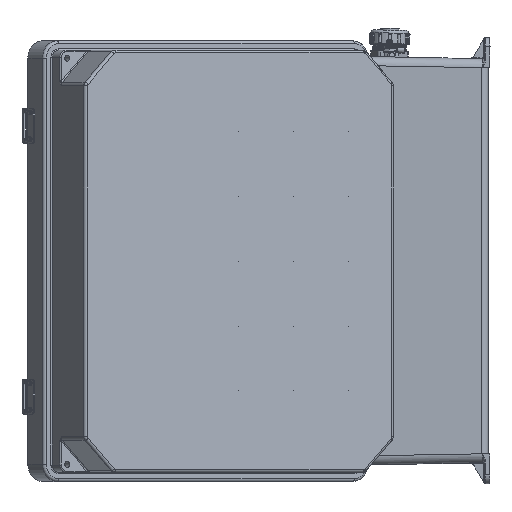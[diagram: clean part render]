
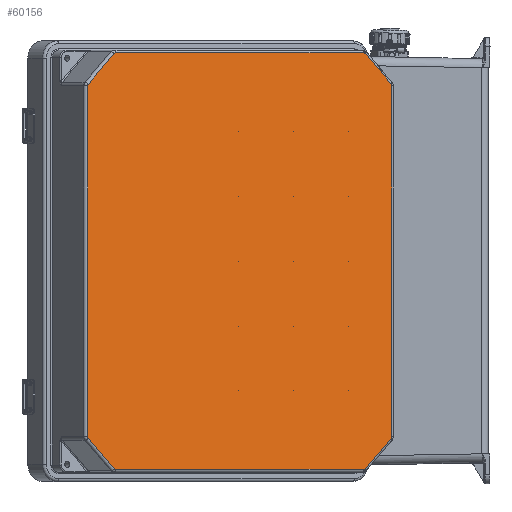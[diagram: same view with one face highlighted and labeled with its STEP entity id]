
A CAD part, left-side view. The second image highlights one B-rep face of the part: STEP entity #60156.
In plain terms, the highlighted face is planar.
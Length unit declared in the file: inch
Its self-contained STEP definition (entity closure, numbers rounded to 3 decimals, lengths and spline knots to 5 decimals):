
#240 = EDGE_CURVE ( 'NONE', #7207, #43076, #52652, .T. ) ;
#426 = CIRCLE ( 'NONE', #36130, 0.07874 ) ;
#603 = ORIENTED_EDGE ( 'NONE', *, *, #58746, .T. ) ;
#1425 = DIRECTION ( 'NONE',  ( 0., 1., 0. ) ) ;
#1788 = CIRCLE ( 'NONE', #43699, 0.07874 ) ;
#1985 = DIRECTION ( 'NONE',  ( 0., 0., -1. ) ) ;
#2101 = CIRCLE ( 'NONE', #36714, 0.07874 ) ;
#2895 = EDGE_CURVE ( 'NONE', #6539, #13793, #6434, .T. ) ;
#3454 = VERTEX_POINT ( 'NONE', #59696 ) ;
#3475 = DIRECTION ( 'NONE',  ( 1., 0., 0. ) ) ;
#3819 = DIRECTION ( 'NONE',  ( 1., 0., 0. ) ) ;
#4774 = EDGE_CURVE ( 'NONE', #51676, #37354, #20958, .T. ) ;
#5027 = DIRECTION ( 'NONE',  ( 0., 1., 0. ) ) ;
#5421 = EDGE_CURVE ( 'NONE', #8895, #58902, #23848, .T. ) ;
#5436 = DIRECTION ( 'NONE',  ( -0.707, 0., -0.707 ) ) ;
#5637 = DIRECTION ( 'NONE',  ( 0.707, 0., -0.707 ) ) ;
#6434 = LINE ( 'NONE', #38441, #30059 ) ;
#6524 = VECTOR ( 'NONE', #58925, 39.37008 ) ;
#6539 = VERTEX_POINT ( 'NONE', #60538 ) ;
#7207 = VERTEX_POINT ( 'NONE', #12796 ) ;
#7498 = VECTOR ( 'NONE', #22504, 39.37008 ) ;
#7969 = FACE_OUTER_BOUND ( 'NONE', #23168, .T. ) ;
#8057 = EDGE_CURVE ( 'NONE', #13137, #7207, #2101, .T. ) ;
#8895 = VERTEX_POINT ( 'NONE', #47283 ) ;
#9272 = EDGE_CURVE ( 'NONE', #13793, #31396, #426, .T. ) ;
#9436 = CARTESIAN_POINT ( 'NONE',  ( 6.15748, 3.24803, -13.75511 ) ) ;
#9818 = ORIENTED_EDGE ( 'NONE', *, *, #240, .F. ) ;
#9874 = ORIENTED_EDGE ( 'NONE', *, *, #9272, .F. ) ;
#10430 = ORIENTED_EDGE ( 'NONE', *, *, #22698, .F. ) ;
#10820 = CARTESIAN_POINT ( 'NONE',  ( -5.09763, 3.24803, -14.8937 ) ) ;
#11909 = CARTESIAN_POINT ( 'NONE',  ( -6.21316, 3.24803, -1.50418 ) ) ;
#12796 = CARTESIAN_POINT ( 'NONE',  ( 5.1533, 3.24803, -14.87064 ) ) ;
#13137 = VERTEX_POINT ( 'NONE', #58142 ) ;
#13793 = VERTEX_POINT ( 'NONE', #11909 ) ;
#14055 = CIRCLE ( 'NONE', #24748, 0.07874 ) ;
#14178 = DIRECTION ( 'NONE',  ( 0., 0., -1. ) ) ;
#14630 = ORIENTED_EDGE ( 'NONE', *, *, #45020, .F. ) ;
#15476 = DIRECTION ( 'NONE',  ( 0., 0., -1. ) ) ;
#15744 = EDGE_CURVE ( 'NONE', #3454, #37146, #1788, .T. ) ;
#15751 = VECTOR ( 'NONE', #5637, 39.37008 ) ;
#16916 = ORIENTED_EDGE ( 'NONE', *, *, #5421, .T. ) ;
#17042 = VERTEX_POINT ( 'NONE', #42997 ) ;
#17483 = PLANE ( 'NONE',  #39410 ) ;
#19088 = VECTOR ( 'NONE', #3819, 39.37008 ) ;
#19165 = DIRECTION ( 'NONE',  ( 0., -1., 0. ) ) ;
#19888 = VERTEX_POINT ( 'NONE', #31697 ) ;
#20115 = LINE ( 'NONE', #31962, #7498 ) ;
#20958 = CIRCLE ( 'NONE', #59985, 0.07874 ) ;
#21875 = ORIENTED_EDGE ( 'NONE', *, *, #8057, .F. ) ;
#22005 = ORIENTED_EDGE ( 'NONE', *, *, #36176, .T. ) ;
#22228 = DIRECTION ( 'NONE',  ( 0., 1., 0. ) ) ;
#22238 = DIRECTION ( 'NONE',  ( 0., 1., 0. ) ) ;
#22504 = DIRECTION ( 'NONE',  ( 0., 0., -1. ) ) ;
#22698 = EDGE_CURVE ( 'NONE', #43076, #19888, #30596, .T. ) ;
#22986 = CARTESIAN_POINT ( 'NONE',  ( -6.15748, 3.24803, -1.55985 ) ) ;
#23168 = EDGE_LOOP ( 'NONE', ( #16916, #25716, #10430, #9818, #21875, #33980, #28957, #54687, #46930, #50706, #9874, #54463, #14630, #603, #22005, #54113 ) ) ;
#23261 = EDGE_CURVE ( 'NONE', #38545, #8895, #53528, .T. ) ;
#23848 = CIRCLE ( 'NONE', #48987, 0.07874 ) ;
#24748 = AXIS2_PLACEMENT_3D ( 'NONE', #47535, #19165, #52241 ) ;
#25716 = ORIENTED_EDGE ( 'NONE', *, *, #25903, .T. ) ;
#25903 = EDGE_CURVE ( 'NONE', #58902, #19888, #20115, .T. ) ;
#26366 = CARTESIAN_POINT ( 'NONE',  ( 5.09763, 3.24803, -0.5 ) ) ;
#27731 = DIRECTION ( 'NONE',  ( 0., 0., 1. ) ) ;
#28957 = ORIENTED_EDGE ( 'NONE', *, *, #4774, .T. ) ;
#29174 = CARTESIAN_POINT ( 'NONE',  ( 6.21316, 3.24803, -1.50418 ) ) ;
#29708 = CARTESIAN_POINT ( 'NONE',  ( 6.15748, 3.24803, -1.55985 ) ) ;
#29800 = AXIS2_PLACEMENT_3D ( 'NONE', #9436, #42498, #14178 ) ;
#30059 = VECTOR ( 'NONE', #5436, 39.37008 ) ;
#30265 = DIRECTION ( 'NONE',  ( 0., -1., 0. ) ) ;
#30596 = CIRCLE ( 'NONE', #29800, 0.07874 ) ;
#31096 = DIRECTION ( 'NONE',  ( 0., 0., 1. ) ) ;
#31396 = VERTEX_POINT ( 'NONE', #33000 ) ;
#31697 = CARTESIAN_POINT ( 'NONE',  ( 6.23622, 3.24803, -13.75511 ) ) ;
#31962 = CARTESIAN_POINT ( 'NONE',  ( 6.23622, 3.24803, -7.65748 ) ) ;
#32078 = CARTESIAN_POINT ( 'NONE',  ( 5.09763, 3.24803, -14.8937 ) ) ;
#33000 = CARTESIAN_POINT ( 'NONE',  ( -6.23622, 3.24803, -1.55985 ) ) ;
#33284 = CARTESIAN_POINT ( 'NONE',  ( -5.09763, 3.24803, -14.81496 ) ) ;
#33779 = CARTESIAN_POINT ( 'NONE',  ( -5.1533, 3.24803, -14.87064 ) ) ;
#33980 = ORIENTED_EDGE ( 'NONE', *, *, #43837, .F. ) ;
#34176 = AXIS2_PLACEMENT_3D ( 'NONE', #26366, #59492, #31096 ) ;
#34436 = DIRECTION ( 'NONE',  ( 0., 0., 1. ) ) ;
#34867 = EDGE_CURVE ( 'NONE', #31396, #37146, #56722, .T. ) ;
#34973 = EDGE_CURVE ( 'NONE', #37354, #3454, #44260, .T. ) ;
#36130 = AXIS2_PLACEMENT_3D ( 'NONE', #22986, #56100, #27731 ) ;
#36176 = EDGE_CURVE ( 'NONE', #57023, #38545, #43301, .T. ) ;
#36221 = CARTESIAN_POINT ( 'NONE',  ( 0., 3.24803, -0.32283 ) ) ;
#36714 = AXIS2_PLACEMENT_3D ( 'NONE', #58672, #30265, #1985 ) ;
#37146 = VERTEX_POINT ( 'NONE', #59972 ) ;
#37354 = VERTEX_POINT ( 'NONE', #33779 ) ;
#38054 = DIRECTION ( 'NONE',  ( 0., 0., -1. ) ) ;
#38268 = LINE ( 'NONE', #60122, #49469 ) ;
#38441 = CARTESIAN_POINT ( 'NONE',  ( -6.21316, 3.24803, -1.50418 ) ) ;
#38545 = VERTEX_POINT ( 'NONE', #40331 ) ;
#39410 = AXIS2_PLACEMENT_3D ( 'NONE', #36221, #22228, #55333 ) ;
#40004 = VECTOR ( 'NONE', #53004, 39.37008 ) ;
#40331 = CARTESIAN_POINT ( 'NONE',  ( 5.1533, 3.24803, -0.44432 ) ) ;
#41999 = VECTOR ( 'NONE', #15476, 39.37008 ) ;
#42066 = CARTESIAN_POINT ( 'NONE',  ( 6.23622, 3.24803, -1.55985 ) ) ;
#42498 = DIRECTION ( 'NONE',  ( 0., -1., 0. ) ) ;
#42997 = CARTESIAN_POINT ( 'NONE',  ( -5.09763, 3.24803, -0.42126 ) ) ;
#43076 = VERTEX_POINT ( 'NONE', #47390 ) ;
#43301 = CIRCLE ( 'NONE', #34176, 0.07874 ) ;
#43699 = AXIS2_PLACEMENT_3D ( 'NONE', #50602, #22238, #55349 ) ;
#43806 = CARTESIAN_POINT ( 'NONE',  ( -6.23622, 3.24803, -7.65748 ) ) ;
#43837 = EDGE_CURVE ( 'NONE', #51676, #13137, #52379, .T. ) ;
#44260 = LINE ( 'NONE', #49428, #6524 ) ;
#45020 = EDGE_CURVE ( 'NONE', #17042, #6539, #14055, .T. ) ;
#46930 = ORIENTED_EDGE ( 'NONE', *, *, #15744, .T. ) ;
#47283 = CARTESIAN_POINT ( 'NONE',  ( 6.21316, 3.24803, -1.50418 ) ) ;
#47390 = CARTESIAN_POINT ( 'NONE',  ( 6.21316, 3.24803, -13.81078 ) ) ;
#47535 = CARTESIAN_POINT ( 'NONE',  ( -5.09763, 3.24803, -0.5 ) ) ;
#48585 = CARTESIAN_POINT ( 'NONE',  ( 5.09763, 3.24803, -0.42126 ) ) ;
#48987 = AXIS2_PLACEMENT_3D ( 'NONE', #29708, #1425, #34436 ) ;
#49428 = CARTESIAN_POINT ( 'NONE',  ( -6.21316, 3.24803, -13.81078 ) ) ;
#49469 = VECTOR ( 'NONE', #3475, 39.37008 ) ;
#50602 = CARTESIAN_POINT ( 'NONE',  ( -6.15748, 3.24803, -13.75511 ) ) ;
#50706 = ORIENTED_EDGE ( 'NONE', *, *, #34867, .F. ) ;
#51676 = VERTEX_POINT ( 'NONE', #10820 ) ;
#52241 = DIRECTION ( 'NONE',  ( 0., 0., 1. ) ) ;
#52379 = LINE ( 'NONE', #32078, #19088 ) ;
#52652 = LINE ( 'NONE', #57759, #40004 ) ;
#53004 = DIRECTION ( 'NONE',  ( 0.707, 0., 0.707 ) ) ;
#53528 = LINE ( 'NONE', #29174, #15751 ) ;
#54113 = ORIENTED_EDGE ( 'NONE', *, *, #23261, .T. ) ;
#54463 = ORIENTED_EDGE ( 'NONE', *, *, #2895, .F. ) ;
#54687 = ORIENTED_EDGE ( 'NONE', *, *, #34973, .T. ) ;
#55333 = DIRECTION ( 'NONE',  ( 0., 0., 1. ) ) ;
#55349 = DIRECTION ( 'NONE',  ( 0., 0., -1. ) ) ;
#56100 = DIRECTION ( 'NONE',  ( 0., -1., 0. ) ) ;
#56722 = LINE ( 'NONE', #43806, #41999 ) ;
#57023 = VERTEX_POINT ( 'NONE', #48585 ) ;
#57759 = CARTESIAN_POINT ( 'NONE',  ( 6.21316, 3.24803, -13.81078 ) ) ;
#58142 = CARTESIAN_POINT ( 'NONE',  ( 5.09763, 3.24803, -14.8937 ) ) ;
#58672 = CARTESIAN_POINT ( 'NONE',  ( 5.09763, 3.24803, -14.81496 ) ) ;
#58746 = EDGE_CURVE ( 'NONE', #17042, #57023, #38268, .T. ) ;
#58902 = VERTEX_POINT ( 'NONE', #42066 ) ;
#58925 = DIRECTION ( 'NONE',  ( -0.707, 0., 0.707 ) ) ;
#59492 = DIRECTION ( 'NONE',  ( 0., 1., 0. ) ) ;
#59696 = CARTESIAN_POINT ( 'NONE',  ( -6.21316, 3.24803, -13.81078 ) ) ;
#59972 = CARTESIAN_POINT ( 'NONE',  ( -6.23622, 3.24803, -13.75511 ) ) ;
#59985 = AXIS2_PLACEMENT_3D ( 'NONE', #33284, #5027, #38054 ) ;
#60122 = CARTESIAN_POINT ( 'NONE',  ( 5.09763, 3.24803, -0.42126 ) ) ;
#60156 = ADVANCED_FACE ( 'NONE', ( #7969 ), #17483, .T. ) ;
#60538 = CARTESIAN_POINT ( 'NONE',  ( -5.1533, 3.24803, -0.44432 ) ) ;
